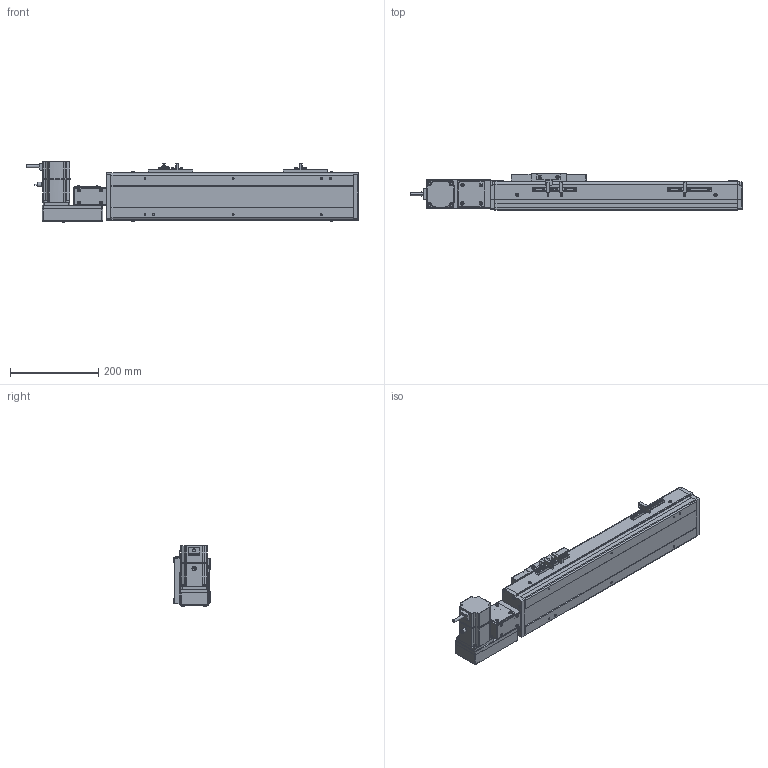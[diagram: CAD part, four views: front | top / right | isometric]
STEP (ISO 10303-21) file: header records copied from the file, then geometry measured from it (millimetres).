
FILE_DESCRIPTION (( 'STEP AP203' ), '1' );
FILE_NAME ('YTC110-4P-D01-300.step', '2018-07-13T02:01:57', ( 'admin' ), ( '' ), 'SwSTEP 2.0', 'SolidWorks 2016', '' );
FILE_SCHEMA (( 'CONFIG_CONTROL_DESIGN' ));
Length unit declared in the file: millimetre
Products named in the file (7): YTC110-4P-part4; YTC110-4P-part3; YTC110-4P-part5; YTC110-4P-part6; YTC110-4P-D01-300; YTC110-4P-part1-150; YTC110-4P-part2
Assembly tree (6 placements, depth 2):
  YTC110-4P-D01-300
    YTC110-4P-part1-150
    YTC110-4P-part2
    YTC110-4P-part4
    YTC110-4P-part3
    YTC110-4P-part5
    YTC110-4P-part6
Bounding box: 752.7 x 82.5 x 138.2 mm (x, y, z)
Volume: 3685833.9 mm3; surface area: 479079.3 mm2
Topology: 1 solids, 336 shells, 2679 faces, 7192 edges, 4549 vertices
Faces by surface type: plane 978, cone 949, cylinder 581, bspline 75, torus 72, sphere 24
Entity records: 85708 total; most frequent: CARTESIAN_POINT 18343, DIRECTION 14825, ORIENTED_EDGE 12276, EDGE_CURVE 7122, AXIS2_PLACEMENT_3D 5631, VERTEX_POINT 4549, VECTOR 3563, LINE 3563
